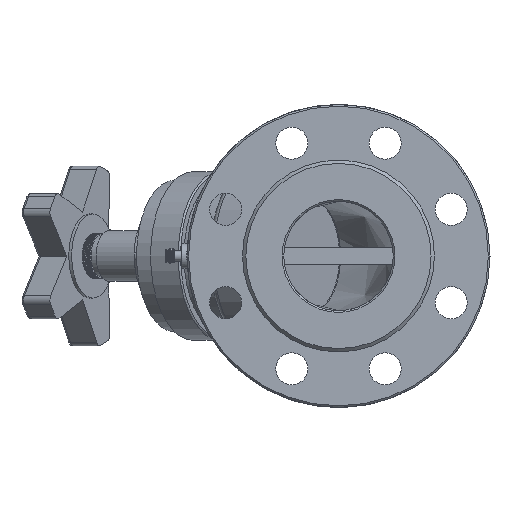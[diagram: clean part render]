
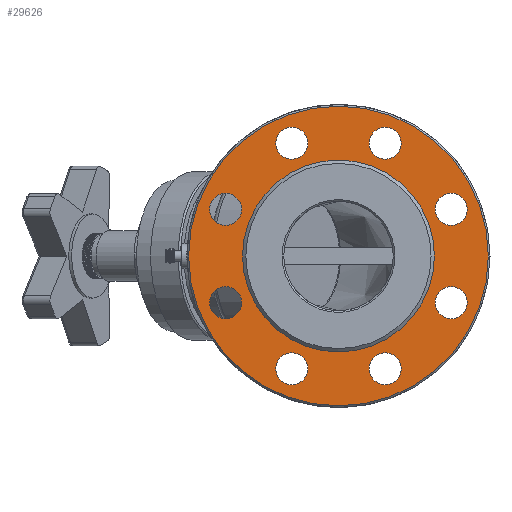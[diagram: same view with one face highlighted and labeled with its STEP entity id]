
A CAD part, left-side view. The second image highlights one B-rep face of the part: STEP entity #29626.
In plain terms, the highlighted planar face has unit normal (-1, 0, 0).
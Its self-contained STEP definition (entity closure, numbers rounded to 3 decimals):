
#333=FACE_BOUND('',#7511,.T.);
#334=FACE_BOUND('',#7512,.T.);
#335=FACE_BOUND('',#7513,.T.);
#336=FACE_BOUND('',#7514,.T.);
#337=FACE_BOUND('',#7515,.T.);
#338=FACE_BOUND('',#7516,.T.);
#339=FACE_BOUND('',#7517,.T.);
#340=FACE_BOUND('',#7518,.T.);
#341=FACE_BOUND('',#7519,.T.);
#1101=PLANE('',#32184);
#2374=CIRCLE('',#32183,89.);
#2375=CIRCLE('',#32185,57.);
#2376=CIRCLE('',#32186,9.5);
#2377=CIRCLE('',#32187,9.5);
#2378=CIRCLE('',#32188,9.5);
#2379=CIRCLE('',#32189,9.5);
#2380=CIRCLE('',#32190,9.5);
#2381=CIRCLE('',#32191,9.5);
#2382=CIRCLE('',#32192,9.5);
#2383=CIRCLE('',#32193,9.5);
#5804=FACE_OUTER_BOUND('',#7510,.T.);
#7510=EDGE_LOOP('',(#25909));
#7511=EDGE_LOOP('',(#25910));
#7512=EDGE_LOOP('',(#25911));
#7513=EDGE_LOOP('',(#25912));
#7514=EDGE_LOOP('',(#25913));
#7515=EDGE_LOOP('',(#25914));
#7516=EDGE_LOOP('',(#25915));
#7517=EDGE_LOOP('',(#25916));
#7518=EDGE_LOOP('',(#25917));
#7519=EDGE_LOOP('',(#25918));
#15336=VERTEX_POINT('',#48851);
#15337=VERTEX_POINT('',#48855);
#15338=VERTEX_POINT('',#48857);
#15339=VERTEX_POINT('',#48859);
#15340=VERTEX_POINT('',#48861);
#15341=VERTEX_POINT('',#48863);
#15342=VERTEX_POINT('',#48865);
#15343=VERTEX_POINT('',#48867);
#15344=VERTEX_POINT('',#48869);
#15345=VERTEX_POINT('',#48871);
#18907=EDGE_CURVE('',#15336,#15336,#2374,.T.);
#18908=EDGE_CURVE('',#15337,#15337,#2375,.T.);
#18909=EDGE_CURVE('',#15338,#15338,#2376,.T.);
#18910=EDGE_CURVE('',#15339,#15339,#2377,.T.);
#18911=EDGE_CURVE('',#15340,#15340,#2378,.T.);
#18912=EDGE_CURVE('',#15341,#15341,#2379,.T.);
#18913=EDGE_CURVE('',#15342,#15342,#2380,.T.);
#18914=EDGE_CURVE('',#15343,#15343,#2381,.T.);
#18915=EDGE_CURVE('',#15344,#15344,#2382,.T.);
#18916=EDGE_CURVE('',#15345,#15345,#2383,.T.);
#25909=ORIENTED_EDGE('',*,*,#18907,.F.);
#25910=ORIENTED_EDGE('',*,*,#18908,.F.);
#25911=ORIENTED_EDGE('',*,*,#18909,.F.);
#25912=ORIENTED_EDGE('',*,*,#18910,.F.);
#25913=ORIENTED_EDGE('',*,*,#18911,.F.);
#25914=ORIENTED_EDGE('',*,*,#18912,.F.);
#25915=ORIENTED_EDGE('',*,*,#18913,.F.);
#25916=ORIENTED_EDGE('',*,*,#18914,.F.);
#25917=ORIENTED_EDGE('',*,*,#18915,.F.);
#25918=ORIENTED_EDGE('',*,*,#18916,.F.);
#29626=ADVANCED_FACE('',(#5804,#333,#334,#335,#336,#337,#338,#339,#340,
#341),#1101,.F.);
#32183=AXIS2_PLACEMENT_3D('',#48853,#38562,#38563);
#32184=AXIS2_PLACEMENT_3D('',#48854,#38564,#38565);
#32185=AXIS2_PLACEMENT_3D('',#48856,#38566,#38567);
#32186=AXIS2_PLACEMENT_3D('',#48858,#38568,#38569);
#32187=AXIS2_PLACEMENT_3D('',#48860,#38570,#38571);
#32188=AXIS2_PLACEMENT_3D('',#48862,#38572,#38573);
#32189=AXIS2_PLACEMENT_3D('',#48864,#38574,#38575);
#32190=AXIS2_PLACEMENT_3D('',#48866,#38576,#38577);
#32191=AXIS2_PLACEMENT_3D('',#48868,#38578,#38579);
#32192=AXIS2_PLACEMENT_3D('',#48870,#38580,#38581);
#32193=AXIS2_PLACEMENT_3D('',#48872,#38582,#38583);
#38562=DIRECTION('center_axis',(1.,0.,0.));
#38563=DIRECTION('ref_axis',(0.,-1.,0.));
#38564=DIRECTION('center_axis',(1.,0.,0.));
#38565=DIRECTION('ref_axis',(0.,0.,-1.));
#38566=DIRECTION('center_axis',(-1.,0.,0.));
#38567=DIRECTION('ref_axis',(0.,0.,-1.));
#38568=DIRECTION('center_axis',(-1.,0.,0.));
#38569=DIRECTION('ref_axis',(0.,-1.,0.));
#38570=DIRECTION('center_axis',(-1.,0.,0.));
#38571=DIRECTION('ref_axis',(0.,-1.,0.));
#38572=DIRECTION('center_axis',(-1.,0.,0.));
#38573=DIRECTION('ref_axis',(0.,-1.,0.));
#38574=DIRECTION('center_axis',(-1.,0.,0.));
#38575=DIRECTION('ref_axis',(0.,-1.,0.));
#38576=DIRECTION('center_axis',(-1.,0.,0.));
#38577=DIRECTION('ref_axis',(0.,-1.,0.));
#38578=DIRECTION('center_axis',(-1.,0.,0.));
#38579=DIRECTION('ref_axis',(0.,-1.,0.));
#38580=DIRECTION('center_axis',(-1.,0.,0.));
#38581=DIRECTION('ref_axis',(0.,-1.,0.));
#38582=DIRECTION('center_axis',(-1.,0.,0.));
#38583=DIRECTION('ref_axis',(0.,-1.,0.));
#48851=CARTESIAN_POINT('',(0.,89.,0.));
#48853=CARTESIAN_POINT('Origin',(0.,0.,0.));
#48854=CARTESIAN_POINT('Origin',(0.,0.,0.));
#48855=CARTESIAN_POINT('',(0.,0.,57.));
#48856=CARTESIAN_POINT('Origin',(0.,0.,0.));
#48857=CARTESIAN_POINT('',(0.,76.481,-27.745));
#48858=CARTESIAN_POINT('Origin',(0.,66.981,-27.745));
#48859=CARTESIAN_POINT('',(0.,76.481,27.745));
#48860=CARTESIAN_POINT('Origin',(0.,66.981,27.745));
#48861=CARTESIAN_POINT('',(0.,37.245,66.981));
#48862=CARTESIAN_POINT('Origin',(0.,27.745,66.981));
#48863=CARTESIAN_POINT('',(0.,-18.245,66.981));
#48864=CARTESIAN_POINT('Origin',(0.,-27.745,66.981));
#48865=CARTESIAN_POINT('',(0.,-57.481,27.745));
#48866=CARTESIAN_POINT('Origin',(0.,-66.981,27.745));
#48867=CARTESIAN_POINT('',(0.,-57.481,-27.745));
#48868=CARTESIAN_POINT('Origin',(0.,-66.981,-27.745));
#48869=CARTESIAN_POINT('',(0.,-18.245,-66.981));
#48870=CARTESIAN_POINT('Origin',(0.,-27.745,-66.981));
#48871=CARTESIAN_POINT('',(0.,37.245,-66.981));
#48872=CARTESIAN_POINT('Origin',(0.,27.745,-66.981));
